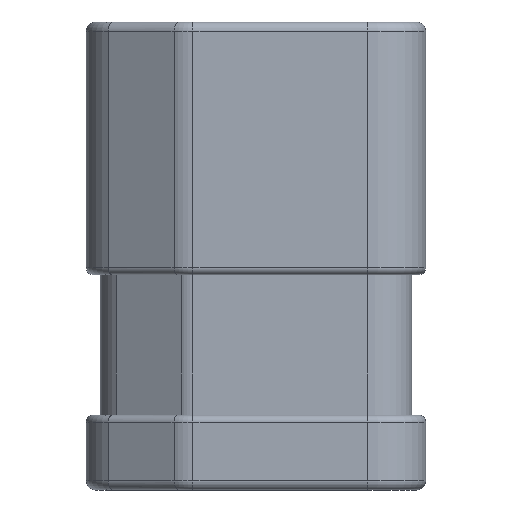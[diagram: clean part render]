
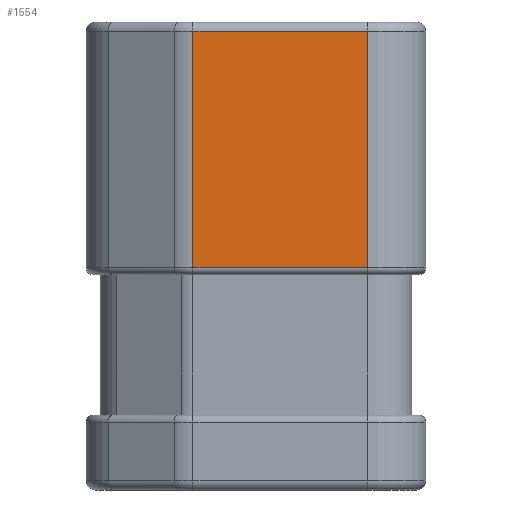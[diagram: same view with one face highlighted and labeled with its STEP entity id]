
A CAD part, front view. The second image highlights one B-rep face of the part: STEP entity #1554.
In plain terms, the highlighted planar face has unit normal (0, -1, 0).
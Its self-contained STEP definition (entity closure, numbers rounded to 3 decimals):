
#33 = EDGE_LOOP ( 'NONE', ( #2118, #2629, #2945, #343 ) ) ;
#39 = CARTESIAN_POINT ( 'NONE',  ( 4.995, -1.907, 4.75 ) ) ;
#56 = VECTOR ( 'NONE', #424, 1000. ) ;
#212 = VECTOR ( 'NONE', #690, 1000. ) ;
#300 = EDGE_CURVE ( 'NONE', #2865, #1135, #833, .T. ) ;
#305 = DIRECTION ( 'NONE',  ( -1., 0., 0. ) ) ;
#343 = ORIENTED_EDGE ( 'NONE', *, *, #666, .T. ) ;
#415 = CARTESIAN_POINT ( 'NONE',  ( 4.995, -1.907, 4.75 ) ) ;
#424 = DIRECTION ( 'NONE',  ( 0., 0., -1. ) ) ;
#531 = VECTOR ( 'NONE', #1573, 1000. ) ;
#602 = CARTESIAN_POINT ( 'NONE',  ( 1.261, -1.907, 9.8 ) ) ;
#634 = LINE ( 'NONE', #602, #531 ) ;
#666 = EDGE_CURVE ( 'NONE', #1468, #2865, #634, .T. ) ;
#690 = DIRECTION ( 'NONE',  ( 1., 0., 0. ) ) ;
#833 = LINE ( 'NONE', #2729, #2091 ) ;
#1135 = VERTEX_POINT ( 'NONE', #1751 ) ;
#1331 = LINE ( 'NONE', #2285, #56 ) ;
#1432 = LINE ( 'NONE', #39, #212 ) ;
#1468 = VERTEX_POINT ( 'NONE', #2864 ) ;
#1554 = ADVANCED_FACE ( 'NONE', ( #1962 ), #2233, .F. ) ;
#1573 = DIRECTION ( 'NONE',  ( -1., 0., 0. ) ) ;
#1751 = CARTESIAN_POINT ( 'NONE',  ( 1.261, -1.907, 4.75 ) ) ;
#1780 = DIRECTION ( 'NONE',  ( 0., 0., -1. ) ) ;
#1803 = AXIS2_PLACEMENT_3D ( 'NONE', #2247, #2265, #305 ) ;
#1962 = FACE_OUTER_BOUND ( 'NONE', #33, .T. ) ;
#2091 = VECTOR ( 'NONE', #1780, 1000. ) ;
#2118 = ORIENTED_EDGE ( 'NONE', *, *, #300, .T. ) ;
#2233 = PLANE ( 'NONE',  #1803 ) ;
#2247 = CARTESIAN_POINT ( 'NONE',  ( 1.261, -1.907, 10. ) ) ;
#2265 = DIRECTION ( 'NONE',  ( 0., 1., 0. ) ) ;
#2285 = CARTESIAN_POINT ( 'NONE',  ( 4.995, -1.907, 10. ) ) ;
#2303 = CARTESIAN_POINT ( 'NONE',  ( 1.261, -1.907, 9.8 ) ) ;
#2629 = ORIENTED_EDGE ( 'NONE', *, *, #2957, .T. ) ;
#2696 = VERTEX_POINT ( 'NONE', #415 ) ;
#2729 = CARTESIAN_POINT ( 'NONE',  ( 1.261, -1.907, 10. ) ) ;
#2864 = CARTESIAN_POINT ( 'NONE',  ( 4.995, -1.907, 9.8 ) ) ;
#2865 = VERTEX_POINT ( 'NONE', #2303 ) ;
#2910 = EDGE_CURVE ( 'NONE', #1468, #2696, #1331, .T. ) ;
#2945 = ORIENTED_EDGE ( 'NONE', *, *, #2910, .F. ) ;
#2957 = EDGE_CURVE ( 'NONE', #1135, #2696, #1432, .T. ) ;
